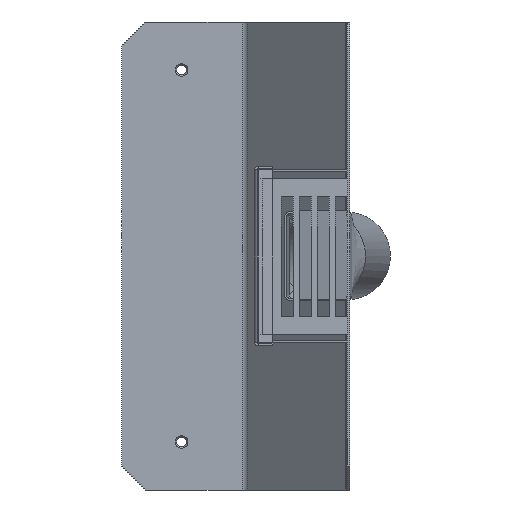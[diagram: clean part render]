
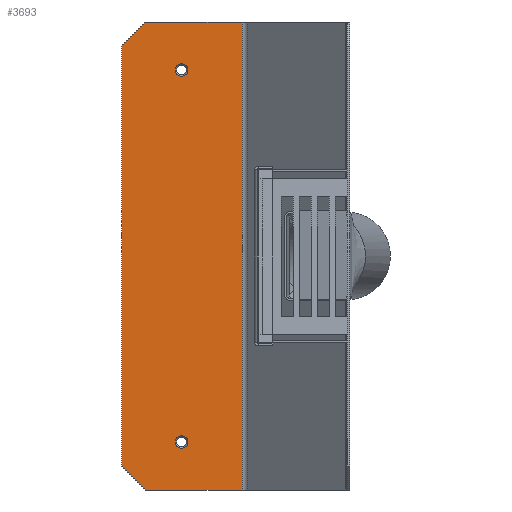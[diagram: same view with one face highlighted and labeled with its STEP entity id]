
A CAD part, left-side view. The second image highlights one B-rep face of the part: STEP entity #3693.
In plain terms, the highlighted planar face has unit normal (-1, 0, 0).
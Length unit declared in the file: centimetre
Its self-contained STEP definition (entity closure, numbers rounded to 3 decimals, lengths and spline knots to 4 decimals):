
#39=FACE_BOUND('',#624,.T.);
#40=FACE_BOUND('',#625,.T.);
#130=PLANE('',#8211);
#353=FACE_OUTER_BOUND('',#623,.T.);
#623=EDGE_LOOP('',(#2303,#2304,#2305,#2306,#2307,#2308));
#624=EDGE_LOOP('',(#2309));
#625=EDGE_LOOP('',(#2310));
#1023=VERTEX_POINT('',#11754);
#1025=VERTEX_POINT('',#11760);
#1027=VERTEX_POINT('',#11766);
#1028=VERTEX_POINT('',#11767);
#1031=VERTEX_POINT('',#11775);
#1033=VERTEX_POINT('',#11781);
#1034=VERTEX_POINT('',#11783);
#1035=VERTEX_POINT('',#11785);
#1517=EDGE_CURVE('',#1023,#1023,#4018,.T.);
#1520=EDGE_CURVE('',#1025,#1025,#4020,.T.);
#1523=EDGE_CURVE('',#1027,#1028,#5801,.T.);
#1527=EDGE_CURVE('',#1028,#1031,#5805,.T.);
#1530=EDGE_CURVE('',#1027,#1033,#5808,.T.);
#1531=EDGE_CURVE('',#1033,#1034,#5809,.T.);
#1532=EDGE_CURVE('',#1034,#1035,#5810,.T.);
#1533=EDGE_CURVE('',#1031,#1035,#5811,.T.);
#2303=ORIENTED_EDGE('',*,*,#1523,.F.);
#2304=ORIENTED_EDGE('',*,*,#1530,.T.);
#2305=ORIENTED_EDGE('',*,*,#1531,.T.);
#2306=ORIENTED_EDGE('',*,*,#1532,.T.);
#2307=ORIENTED_EDGE('',*,*,#1533,.F.);
#2308=ORIENTED_EDGE('',*,*,#1527,.F.);
#2309=ORIENTED_EDGE('',*,*,#1517,.T.);
#2310=ORIENTED_EDGE('',*,*,#1520,.T.);
#3693=ADVANCED_FACE('',(#353,#39,#40),#130,.T.);
#4018=CIRCLE('',#8204,5.3);
#4020=CIRCLE('',#8207,5.3);
#5801=LINE('',#11768,#7071);
#5805=LINE('',#11776,#7075);
#5808=LINE('',#11782,#7078);
#5809=LINE('',#11784,#7079);
#5810=LINE('',#11786,#7080);
#5811=LINE('',#11787,#7081);
#7071=VECTOR('',#8885,1.);
#7075=VECTOR('',#8891,1.);
#7078=VECTOR('',#8896,1.);
#7079=VECTOR('',#8897,1.);
#7080=VECTOR('',#8898,1.);
#7081=VECTOR('',#8899,1.);
#8204=AXIS2_PLACEMENT_3D('',#11755,#8871,#8872);
#8207=AXIS2_PLACEMENT_3D('',#11761,#8878,#8879);
#8211=AXIS2_PLACEMENT_3D('',#11780,#8894,#8895);
#8871=DIRECTION('center_axis',(1.,0.,0.));
#8872=DIRECTION('ref_axis',(0.,1.,0.));
#8878=DIRECTION('center_axis',(1.,0.,0.));
#8879=DIRECTION('ref_axis',(0.,1.,0.));
#8885=DIRECTION('',(0.,0.707,0.707));
#8891=DIRECTION('',(0.,0.,1.));
#8894=DIRECTION('center_axis',(-1.,0.,0.));
#8895=DIRECTION('ref_axis',(0.,0.,1.));
#8896=DIRECTION('',(0.,-1.,0.));
#8897=DIRECTION('',(0.,0.,1.));
#8898=DIRECTION('',(0.,1.,0.));
#8899=DIRECTION('',(0.,-0.707,0.707));
#11754=CARTESIAN_POINT('',(1623.0928,645.2652,697.1011));
#11755=CARTESIAN_POINT('Origin',(1623.0928,650.5652,697.1011));
#11760=CARTESIAN_POINT('',(1623.0928,645.2652,387.1011));
#11761=CARTESIAN_POINT('Origin',(1623.0928,650.5652,387.1011));
#11766=CARTESIAN_POINT('',(1623.0928,680.5652,347.1011));
#11767=CARTESIAN_POINT('',(1623.0928,700.5652,367.1011));
#11768=CARTESIAN_POINT('',(1623.0928,665.4366,331.9724));
#11775=CARTESIAN_POINT('',(1623.0928,700.5652,717.1011));
#11776=CARTESIAN_POINT('',(1623.0928,700.5652,347.1011));
#11780=CARTESIAN_POINT('Origin',(1623.0928,600.0505,347.1011));
#11781=CARTESIAN_POINT('',(1623.0928,600.0505,347.1011));
#11782=CARTESIAN_POINT('',(1623.0928,700.5652,347.1011));
#11783=CARTESIAN_POINT('',(1623.0928,600.0505,737.1011));
#11784=CARTESIAN_POINT('',(1623.0928,600.0505,347.1011));
#11785=CARTESIAN_POINT('',(1623.0928,680.5652,737.1011));
#11786=CARTESIAN_POINT('',(1623.0928,700.5652,737.1011));
#11787=CARTESIAN_POINT('',(1623.0928,762.9366,654.7297));
